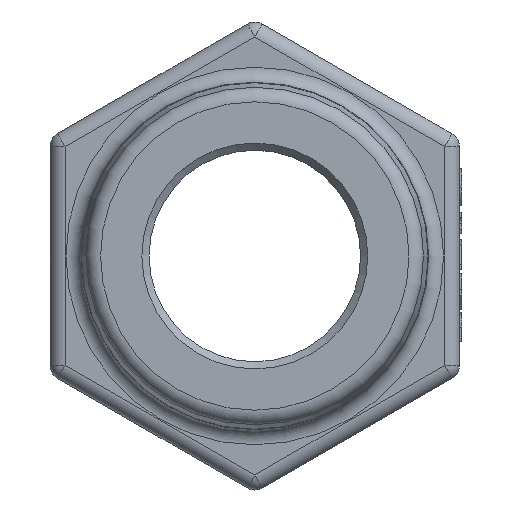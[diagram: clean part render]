
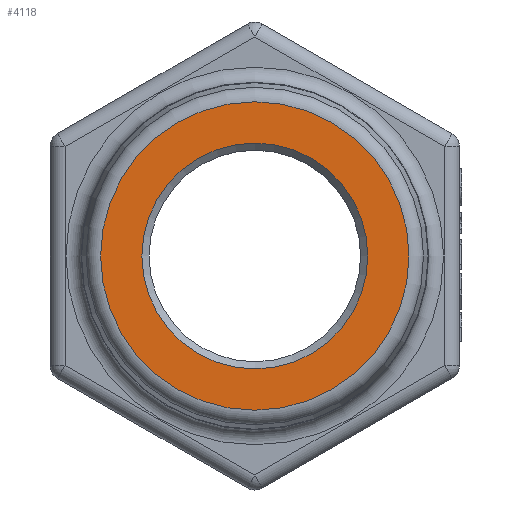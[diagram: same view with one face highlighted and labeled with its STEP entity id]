
A CAD part, left-side view. The second image highlights one B-rep face of the part: STEP entity #4118.
In plain terms, the highlighted planar face has unit normal (-1, 0, 0).
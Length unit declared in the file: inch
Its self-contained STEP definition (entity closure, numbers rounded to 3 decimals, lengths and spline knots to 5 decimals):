
#98=CIRCLE($,#4366,0.64155);
#101=CIRCLE($,#4371,0.47);
#178=FACE_BOUND($,#742,.T.);
#179=FACE_BOUND($,#743,.T.);
#742=EDGE_LOOP($,(#3723));
#743=EDGE_LOOP($,(#3724));
#2007=VERTEX_POINT($,#9426);
#2010=VERTEX_POINT($,#9434);
#2587=EDGE_CURVE($,#2007,#2007,#98,.T.);
#2590=EDGE_CURVE($,#2010,#2010,#101,.T.);
#3723=ORIENTED_EDGE($,*,*,#2590,.F.);
#3724=ORIENTED_EDGE($,*,*,#2587,.F.);
#3887=PLANE($,#4370);
#4118=ADVANCED_FACE($,(#178,#179),#3887,.T.);
#4366=AXIS2_PLACEMENT_3D($,#9427,#5211,#5212);
#4370=AXIS2_PLACEMENT_3D($,#9433,#5219,#5220);
#4371=AXIS2_PLACEMENT_3D($,#9435,#5221,#5222);
#5211=DIRECTION('center_axis',(1.,0.,0.));
#5212=DIRECTION('ref_axis',(0.,-1.,0.));
#5219=DIRECTION('center_axis',(-1.,0.,0.));
#5220=DIRECTION('ref_axis',(0.,0.,1.));
#5221=DIRECTION('center_axis',(-1.,0.,0.));
#5222=DIRECTION('ref_axis',(0.,-1.,0.));
#9426=CARTESIAN_POINT('',(0.,0.64155,0.));
#9427=CARTESIAN_POINT('Origin',(0.,0.,0.));
#9433=CARTESIAN_POINT('Origin',(0.,0.68951,
0.));
#9434=CARTESIAN_POINT('',(0.,0.47,0.));
#9435=CARTESIAN_POINT('Origin',(0.,0.,0.));
